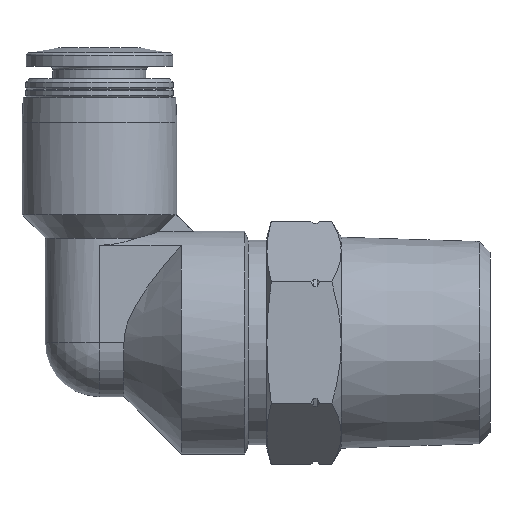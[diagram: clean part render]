
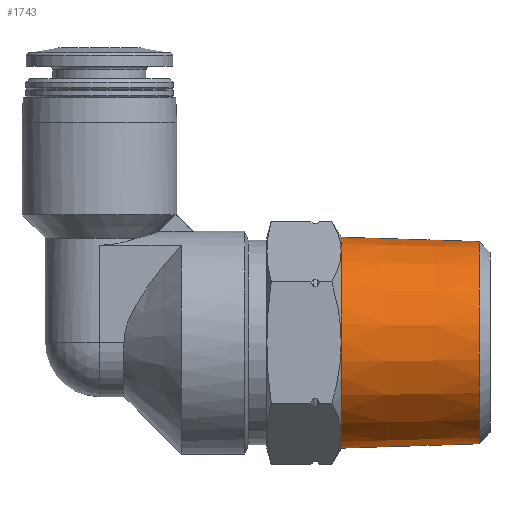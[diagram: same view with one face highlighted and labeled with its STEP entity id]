
A CAD part, left-side view. The second image highlights one B-rep face of the part: STEP entity #1743.
In plain terms, the highlighted conical face has half-angle 1.788 degrees and reference radius 8.506 mm.
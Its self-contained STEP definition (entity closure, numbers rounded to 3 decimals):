
#207=CONICAL_SURFACE('',#1888,8.506,0.031);
#265=CIRCLE('',#1887,8.506);
#266=CIRCLE('',#1889,8.159);
#575=ORIENTED_EDGE('',*,*,#743,.F.);
#576=ORIENTED_EDGE('',*,*,#742,.T.);
#742=EDGE_CURVE('',#853,#853,#265,.T.);
#743=EDGE_CURVE('',#854,#854,#266,.T.);
#853=VERTEX_POINT('',#2738);
#854=VERTEX_POINT('',#2741);
#962=EDGE_LOOP('',(#575));
#963=EDGE_LOOP('',(#576));
#1074=FACE_BOUND('',#962,.T.);
#1075=FACE_BOUND('',#963,.T.);
#1743=ADVANCED_FACE('',(#1074,#1075),#207,.T.);
#1887=AXIS2_PLACEMENT_3D('',#2737,#2203,#2204);
#1888=AXIS2_PLACEMENT_3D('',#2739,#2205,#2206);
#1889=AXIS2_PLACEMENT_3D('',#2740,#2207,#2208);
#2203=DIRECTION('',(0.,-1.,0.));
#2204=DIRECTION('',(0.,0.,-1.));
#2205=DIRECTION('',(0.,1.,0.));
#2206=DIRECTION('',(0.,0.,1.));
#2207=DIRECTION('',(0.,-1.,0.));
#2208=DIRECTION('',(0.,0.,-1.));
#2737=CARTESIAN_POINT('',(0.,0.,0.));
#2738=CARTESIAN_POINT('',(0.,0.,-8.506));
#2739=CARTESIAN_POINT('',(0.,0.,0.));
#2740=CARTESIAN_POINT('',(0.,-11.116,0.));
#2741=CARTESIAN_POINT('',(0.,-11.116,-8.159));
